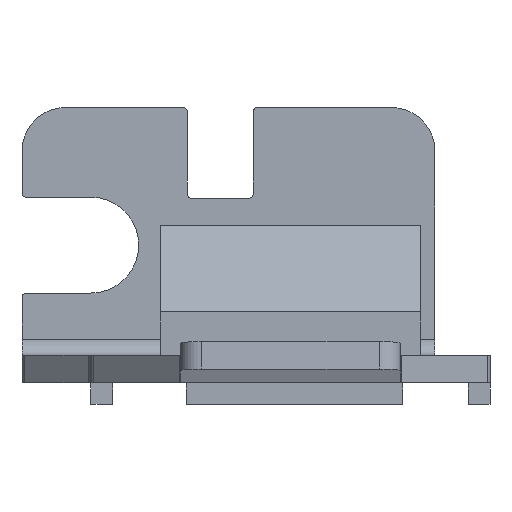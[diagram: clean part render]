
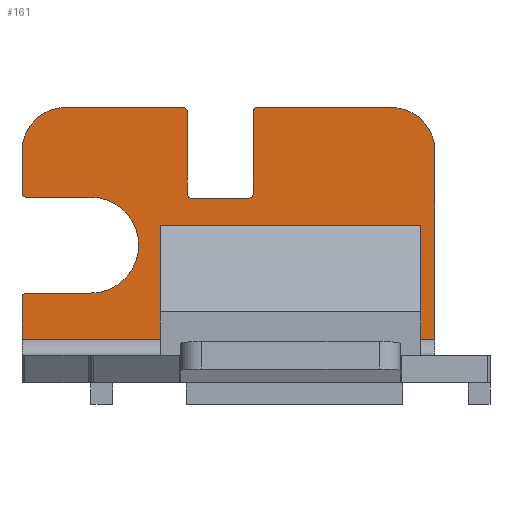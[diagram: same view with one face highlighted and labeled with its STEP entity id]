
A CAD part, front view. The second image highlights one B-rep face of the part: STEP entity #161.
In plain terms, the highlighted planar face has unit normal (0, -1, 0).
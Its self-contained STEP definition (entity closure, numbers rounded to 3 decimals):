
#48 = VERTEX_POINT('',#49);
#49 = CARTESIAN_POINT('',(18.385,0.,0.737));
#56 = EDGE_CURVE('',#48,#57,#59,.T.);
#57 = VERTEX_POINT('',#58);
#58 = CARTESIAN_POINT('',(18.385,0.,2.));
#59 = LINE('',#60,#61);
#60 = CARTESIAN_POINT('',(18.385,0.,0.));
#61 = VECTOR('',#62,1.);
#62 = DIRECTION('',(0.,0.,1.));
#64 = EDGE_CURVE('',#57,#65,#67,.T.);
#65 = VERTEX_POINT('',#66);
#66 = CARTESIAN_POINT('',(18.385,0.,6.));
#67 = LINE('',#68,#69);
#68 = CARTESIAN_POINT('',(18.385,0.,2.54));
#69 = VECTOR('',#70,1.);
#70 = DIRECTION('',(0.,0.,1.));
#118 = VERTEX_POINT('',#119);
#119 = CARTESIAN_POINT('',(6.385,0.,6.));
#125 = EDGE_CURVE('',#118,#65,#126,.T.);
#126 = LINE('',#127,#128);
#127 = CARTESIAN_POINT('',(6.385,0.,6.));
#128 = VECTOR('',#129,1.);
#129 = DIRECTION('',(1.,0.,0.));
#161 = ADVANCED_FACE('',(#162),#358,.F.);
#162 = FACE_BOUND('',#163,.F.);
#163 = EDGE_LOOP('',(#164,#172,#180,#188,#196,#205,#213,#222,#230,#239,
    #247,#256,#264,#273,#281,#290,#298,#307,#315,#324,#332,#341,#349,
    #355,#356,#357));
#164 = ORIENTED_EDGE('',*,*,#165,.F.);
#165 = EDGE_CURVE('',#166,#118,#168,.T.);
#166 = VERTEX_POINT('',#167);
#167 = CARTESIAN_POINT('',(6.385,0.,2.));
#168 = LINE('',#169,#170);
#169 = CARTESIAN_POINT('',(6.385,0.,2.54));
#170 = VECTOR('',#171,1.);
#171 = DIRECTION('',(0.,0.,1.));
#172 = ORIENTED_EDGE('',*,*,#173,.F.);
#173 = EDGE_CURVE('',#174,#166,#176,.T.);
#174 = VERTEX_POINT('',#175);
#175 = CARTESIAN_POINT('',(6.385,0.,0.737));
#176 = LINE('',#177,#178);
#177 = CARTESIAN_POINT('',(6.385,0.,0.));
#178 = VECTOR('',#179,1.);
#179 = DIRECTION('',(0.,0.,1.));
#180 = ORIENTED_EDGE('',*,*,#181,.T.);
#181 = EDGE_CURVE('',#174,#182,#184,.T.);
#182 = VERTEX_POINT('',#183);
#183 = CARTESIAN_POINT('',(0.,0.,0.737)
  );
#184 = LINE('',#185,#186);
#185 = CARTESIAN_POINT('',(19.05,0.,0.737));
#186 = VECTOR('',#187,1.);
#187 = DIRECTION('',(-1.,0.,0.));
#188 = ORIENTED_EDGE('',*,*,#189,.F.);
#189 = EDGE_CURVE('',#190,#182,#192,.T.);
#190 = VERTEX_POINT('',#191);
#191 = CARTESIAN_POINT('',(0.,0.,2.67)
  );
#192 = LINE('',#193,#194);
#193 = CARTESIAN_POINT('',(0.,0.,2.87)
  );
#194 = VECTOR('',#195,1.);
#195 = DIRECTION('',(0.,0.,-1.));
#196 = ORIENTED_EDGE('',*,*,#197,.F.);
#197 = EDGE_CURVE('',#198,#190,#200,.T.);
#198 = VERTEX_POINT('',#199);
#199 = CARTESIAN_POINT('',(0.2,0.,2.87));
#200 = CIRCLE('',#201,0.2);
#201 = AXIS2_PLACEMENT_3D('',#202,#203,#204);
#202 = CARTESIAN_POINT('',(0.2,0.,2.67));
#203 = DIRECTION('',(0.,-1.,0.));
#204 = DIRECTION('',(0.,0.,1.));
#205 = ORIENTED_EDGE('',*,*,#206,.F.);
#206 = EDGE_CURVE('',#207,#198,#209,.T.);
#207 = VERTEX_POINT('',#208);
#208 = CARTESIAN_POINT('',(3.175,0.,2.87));
#209 = LINE('',#210,#211);
#210 = CARTESIAN_POINT('',(3.175,0.,2.87));
#211 = VECTOR('',#212,1.);
#212 = DIRECTION('',(-1.,0.,0.));
#213 = ORIENTED_EDGE('',*,*,#214,.F.);
#214 = EDGE_CURVE('',#215,#207,#217,.T.);
#215 = VERTEX_POINT('',#216);
#216 = CARTESIAN_POINT('',(3.175,0.,7.29));
#217 = CIRCLE('',#218,2.21);
#218 = AXIS2_PLACEMENT_3D('',#219,#220,#221);
#219 = CARTESIAN_POINT('',(3.175,0.,5.08));
#220 = DIRECTION('',(0.,1.,0.));
#221 = DIRECTION('',(0.,0.,1.));
#222 = ORIENTED_EDGE('',*,*,#223,.F.);
#223 = EDGE_CURVE('',#224,#215,#226,.T.);
#224 = VERTEX_POINT('',#225);
#225 = CARTESIAN_POINT('',(0.2,0.,7.29));
#226 = LINE('',#227,#228);
#227 = CARTESIAN_POINT('',(0.,0.,7.29));
#228 = VECTOR('',#229,1.);
#229 = DIRECTION('',(1.,0.,0.));
#230 = ORIENTED_EDGE('',*,*,#231,.F.);
#231 = EDGE_CURVE('',#232,#224,#234,.T.);
#232 = VERTEX_POINT('',#233);
#233 = CARTESIAN_POINT('',(0.,0.,7.49));
#234 = CIRCLE('',#235,0.2);
#235 = AXIS2_PLACEMENT_3D('',#236,#237,#238);
#236 = CARTESIAN_POINT('',(0.2,0.,7.49));
#237 = DIRECTION('',(0.,-1.,0.));
#238 = DIRECTION('',(0.,0.,1.));
#239 = ORIENTED_EDGE('',*,*,#240,.F.);
#240 = EDGE_CURVE('',#241,#232,#243,.T.);
#241 = VERTEX_POINT('',#242);
#242 = CARTESIAN_POINT('',(0.,0.,9.43));
#243 = LINE('',#244,#245);
#244 = CARTESIAN_POINT('',(0.,0.,11.43));
#245 = VECTOR('',#246,1.);
#246 = DIRECTION('',(0.,0.,-1.));
#247 = ORIENTED_EDGE('',*,*,#248,.F.);
#248 = EDGE_CURVE('',#249,#241,#251,.T.);
#249 = VERTEX_POINT('',#250);
#250 = CARTESIAN_POINT('',(2.,0.,11.43));
#251 = CIRCLE('',#252,2.);
#252 = AXIS2_PLACEMENT_3D('',#253,#254,#255);
#253 = CARTESIAN_POINT('',(2.,0.,9.43));
#254 = DIRECTION('',(0.,-1.,0.));
#255 = DIRECTION('',(0.,0.,1.));
#256 = ORIENTED_EDGE('',*,*,#257,.F.);
#257 = EDGE_CURVE('',#258,#249,#260,.T.);
#258 = VERTEX_POINT('',#259);
#259 = CARTESIAN_POINT('',(7.42,0.,11.43));
#260 = LINE('',#261,#262);
#261 = CARTESIAN_POINT('',(0.,0.,11.43));
#262 = VECTOR('',#263,1.);
#263 = DIRECTION('',(-1.,-0.,-0.));
#264 = ORIENTED_EDGE('',*,*,#265,.F.);
#265 = EDGE_CURVE('',#266,#258,#268,.T.);
#266 = VERTEX_POINT('',#267);
#267 = CARTESIAN_POINT('',(7.62,0.,11.23));
#268 = CIRCLE('',#269,0.2);
#269 = AXIS2_PLACEMENT_3D('',#270,#271,#272);
#270 = CARTESIAN_POINT('',(7.42,0.,11.23));
#271 = DIRECTION('',(0.,-1.,0.));
#272 = DIRECTION('',(0.,0.,1.));
#273 = ORIENTED_EDGE('',*,*,#274,.F.);
#274 = EDGE_CURVE('',#275,#266,#277,.T.);
#275 = VERTEX_POINT('',#276);
#276 = CARTESIAN_POINT('',(7.62,0.,7.439));
#277 = LINE('',#278,#279);
#278 = CARTESIAN_POINT('',(7.62,0.,11.43));
#279 = VECTOR('',#280,1.);
#280 = DIRECTION('',(0.,0.,1.));
#281 = ORIENTED_EDGE('',*,*,#282,.F.);
#282 = EDGE_CURVE('',#283,#275,#285,.T.);
#283 = VERTEX_POINT('',#284);
#284 = CARTESIAN_POINT('',(7.82,0.,7.239));
#285 = CIRCLE('',#286,0.2);
#286 = AXIS2_PLACEMENT_3D('',#287,#288,#289);
#287 = CARTESIAN_POINT('',(7.82,0.,7.439));
#288 = DIRECTION('',(0.,1.,0.));
#289 = DIRECTION('',(0.,0.,1.));
#290 = ORIENTED_EDGE('',*,*,#291,.F.);
#291 = EDGE_CURVE('',#292,#283,#294,.T.);
#292 = VERTEX_POINT('',#293);
#293 = CARTESIAN_POINT('',(10.468,0.,7.239));
#294 = LINE('',#295,#296);
#295 = CARTESIAN_POINT('',(7.62,0.,7.239));
#296 = VECTOR('',#297,1.);
#297 = DIRECTION('',(-1.,-0.,-0.));
#298 = ORIENTED_EDGE('',*,*,#299,.F.);
#299 = EDGE_CURVE('',#300,#292,#302,.T.);
#300 = VERTEX_POINT('',#301);
#301 = CARTESIAN_POINT('',(10.668,0.,7.439));
#302 = CIRCLE('',#303,0.2);
#303 = AXIS2_PLACEMENT_3D('',#304,#305,#306);
#304 = CARTESIAN_POINT('',(10.468,0.,7.439));
#305 = DIRECTION('',(0.,1.,0.));
#306 = DIRECTION('',(0.,0.,1.));
#307 = ORIENTED_EDGE('',*,*,#308,.F.);
#308 = EDGE_CURVE('',#309,#300,#311,.T.);
#309 = VERTEX_POINT('',#310);
#310 = CARTESIAN_POINT('',(10.668,0.,11.23));
#311 = LINE('',#312,#313);
#312 = CARTESIAN_POINT('',(10.668,0.,7.239));
#313 = VECTOR('',#314,1.);
#314 = DIRECTION('',(-0.,0.,-1.));
#315 = ORIENTED_EDGE('',*,*,#316,.F.);
#316 = EDGE_CURVE('',#317,#309,#319,.T.);
#317 = VERTEX_POINT('',#318);
#318 = CARTESIAN_POINT('',(10.868,0.,11.43));
#319 = CIRCLE('',#320,0.2);
#320 = AXIS2_PLACEMENT_3D('',#321,#322,#323);
#321 = CARTESIAN_POINT('',(10.868,0.,11.23));
#322 = DIRECTION('',(0.,-1.,0.));
#323 = DIRECTION('',(0.,0.,1.));
#324 = ORIENTED_EDGE('',*,*,#325,.F.);
#325 = EDGE_CURVE('',#326,#317,#328,.T.);
#326 = VERTEX_POINT('',#327);
#327 = CARTESIAN_POINT('',(17.05,0.,11.43));
#328 = LINE('',#329,#330);
#329 = CARTESIAN_POINT('',(10.668,0.,11.43));
#330 = VECTOR('',#331,1.);
#331 = DIRECTION('',(-1.,-0.,-0.));
#332 = ORIENTED_EDGE('',*,*,#333,.F.);
#333 = EDGE_CURVE('',#334,#326,#336,.T.);
#334 = VERTEX_POINT('',#335);
#335 = CARTESIAN_POINT('',(19.05,0.,9.43));
#336 = CIRCLE('',#337,2.);
#337 = AXIS2_PLACEMENT_3D('',#338,#339,#340);
#338 = CARTESIAN_POINT('',(17.05,0.,9.43));
#339 = DIRECTION('',(0.,-1.,0.));
#340 = DIRECTION('',(0.,0.,1.));
#341 = ORIENTED_EDGE('',*,*,#342,.F.);
#342 = EDGE_CURVE('',#343,#334,#345,.T.);
#343 = VERTEX_POINT('',#344);
#344 = CARTESIAN_POINT('',(19.05,0.,0.737));
#345 = LINE('',#346,#347);
#346 = CARTESIAN_POINT('',(19.05,0.,11.43));
#347 = VECTOR('',#348,1.);
#348 = DIRECTION('',(0.,0.,1.));
#349 = ORIENTED_EDGE('',*,*,#350,.T.);
#350 = EDGE_CURVE('',#343,#48,#351,.T.);
#351 = LINE('',#352,#353);
#352 = CARTESIAN_POINT('',(19.05,0.,0.737));
#353 = VECTOR('',#354,1.);
#354 = DIRECTION('',(-1.,0.,0.));
#355 = ORIENTED_EDGE('',*,*,#56,.T.);
#356 = ORIENTED_EDGE('',*,*,#64,.T.);
#357 = ORIENTED_EDGE('',*,*,#125,.F.);
#358 = PLANE('',#359);
#359 = AXIS2_PLACEMENT_3D('',#360,#361,#362);
#360 = CARTESIAN_POINT('',(3.175,0.,5.08));
#361 = DIRECTION('',(0.,1.,0.));
#362 = DIRECTION('',(0.,0.,1.));
